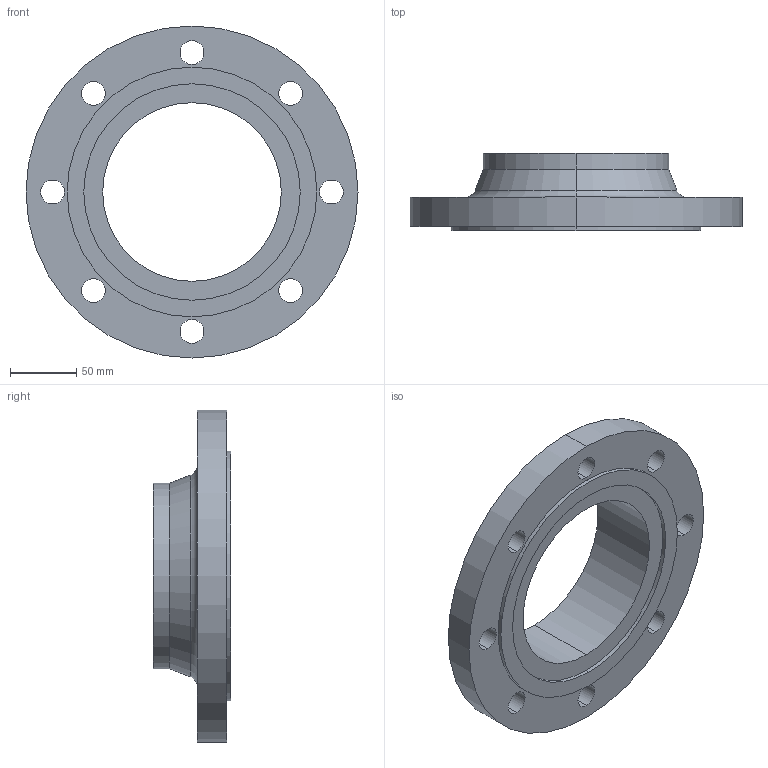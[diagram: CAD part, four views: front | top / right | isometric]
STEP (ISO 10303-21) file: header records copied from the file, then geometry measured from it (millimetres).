
FILE_DESCRIPTION (( 'STEP AP203' ), '1' );
FILE_NAME ('3D_R286-F-PN16_DN139_176341140.STEP', '2024-07-05T16:21:53', ( '' ), ( '' ), 'SwSTEP 2.0', 'SolidWorks 2024', '' );
FILE_SCHEMA (( 'CONFIG_CONTROL_DESIGN' ));
Length unit declared in the file: millimetre
Products named in the file (1): 3D_R286-F-PN16_DN139_176341140
Bounding box: 250 x 58 x 250 mm (x, y, z)
Volume: 821453.9 mm3; surface area: 130769.1 mm2
Topology: 1 solids, 1 shells, 35 faces, 86 edges, 56 vertices
Faces by surface type: cylinder 26, plane 5, torus 2, cone 2
Entity records: 1179 total; most frequent: DIRECTION 216, CARTESIAN_POINT 178, ORIENTED_EDGE 172, AXIS2_PLACEMENT_3D 94, EDGE_CURVE 86, CIRCLE 58, EDGE_LOOP 56, VERTEX_POINT 56
